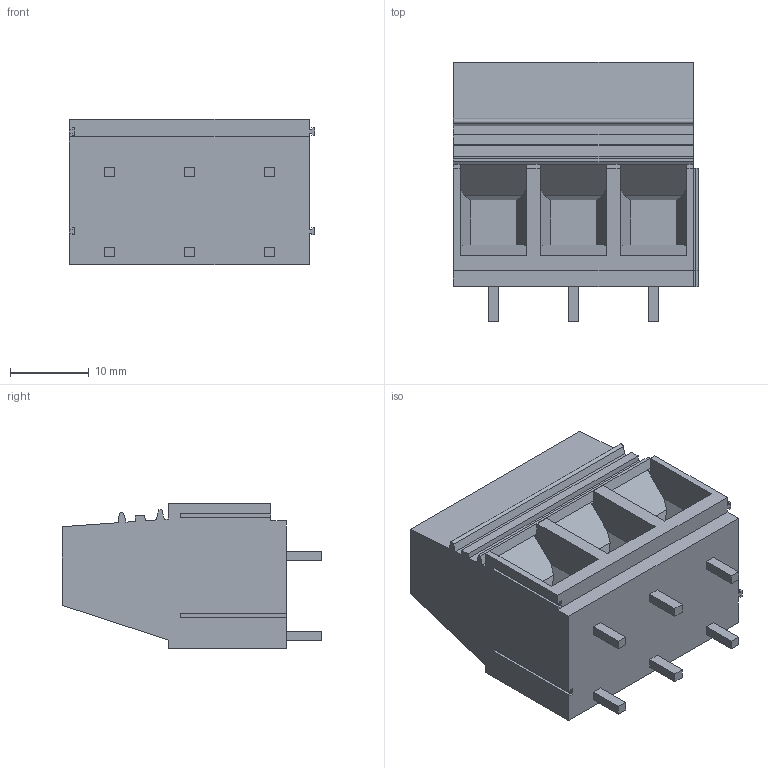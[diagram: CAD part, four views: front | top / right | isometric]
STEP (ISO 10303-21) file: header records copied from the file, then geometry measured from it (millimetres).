
FILE_DESCRIPTION((''),'2;1');
FILE_NAME('C-1986660-3','2015-08-28T',('workeradm'),('Tyco Electronics Ltd.'),'PRO/ENGINEER BY PARAMETRIC TECHNOLOGY CORPORATION, 2014090','PRO/ENGINEER BY PARAMETRIC TECHNOLOGY CORPORATION, 2014090','');
FILE_SCHEMA(('AUTOMOTIVE_DESIGN { 1 0 10303 214 1 1 1 1 }'));
Length unit declared in the file: millimetre
Products named in the file (1): C-1986660-3
Bounding box: 31.14 x 33 x 18.48 mm (x, y, z)
Volume: 10802.7 mm3; surface area: 5559.9 mm2
Topology: 1 solids, 1 shells, 231 faces, 603 edges, 392 vertices
Faces by surface type: plane 206, cylinder 19, torus 6
Entity records: 7123 total; most frequent: CARTESIAN_POINT 1228, ORIENTED_EDGE 1206, DIRECTION 1115, EDGE_CURVE 603, VECTOR 553, LINE 553, VERTEX_POINT 392, AXIS2_PLACEMENT_3D 281
